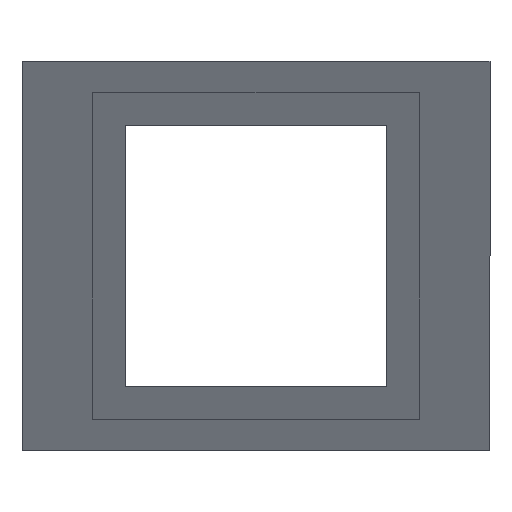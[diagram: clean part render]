
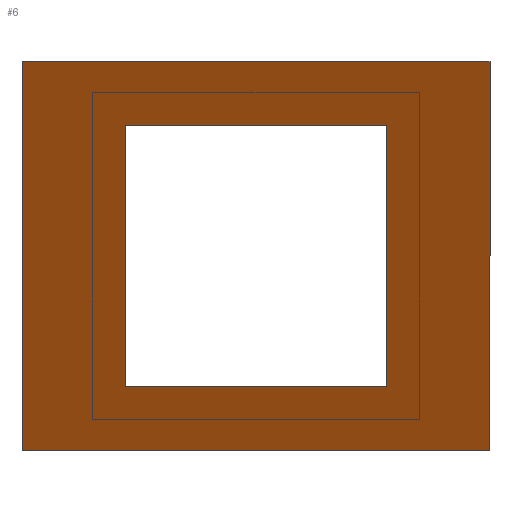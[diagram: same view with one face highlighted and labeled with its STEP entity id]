
A CAD part, front view. The second image highlights one B-rep face of the part: STEP entity #6.
In plain terms, the highlighted planar face has unit normal (0, -0.866, -0.5).
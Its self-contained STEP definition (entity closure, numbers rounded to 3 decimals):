
#1 = EDGE_CURVE ( 'NONE', #207, #211, #284, .T. ) ;
#2 = ORIENTED_EDGE ( 'NONE', *, *, #210, .T. ) ;
#3 = ORIENTED_EDGE ( 'NONE', *, *, #1, .T. ) ;
#6 = ADVANCED_FACE ( 'NONE', ( #341, #337 ), #336, .T. ) ;
#7 = EDGE_LOOP ( 'NONE', ( #10, #3, #2, #75 ) ) ;
#9 = EDGE_CURVE ( 'NONE', #250, #71, #331, .T. ) ;
#10 = ORIENTED_EDGE ( 'NONE', *, *, #266, .T. ) ;
#37 = ORIENTED_EDGE ( 'NONE', *, *, #54, .F. ) ;
#38 = ORIENTED_EDGE ( 'NONE', *, *, #69, .F. ) ;
#41 = ORIENTED_EDGE ( 'NONE', *, *, #9, .F. ) ;
#43 = ORIENTED_EDGE ( 'NONE', *, *, #64, .F. ) ;
#50 = VERTEX_POINT ( 'NONE', #346 ) ;
#54 = EDGE_CURVE ( 'NONE', #50, #249, #345, .T. ) ;
#64 = EDGE_CURVE ( 'NONE', #249, #250, #389, .T. ) ;
#69 = EDGE_CURVE ( 'NONE', #71, #50, #384, .T. ) ;
#71 = VERTEX_POINT ( 'NONE', #435 ) ;
#73 = EDGE_LOOP ( 'NONE', ( #43, #37, #38, #41 ) ) ;
#74 = EDGE_CURVE ( 'NONE', #208, #267, #428, .T. ) ;
#75 = ORIENTED_EDGE ( 'NONE', *, *, #74, .T. ) ;
#207 = VERTEX_POINT ( 'NONE', #674 ) ;
#208 = VERTEX_POINT ( 'NONE', #673 ) ;
#210 = EDGE_CURVE ( 'NONE', #211, #208, #672, .T. ) ;
#211 = VERTEX_POINT ( 'NONE', #668 ) ;
#249 = VERTEX_POINT ( 'NONE', #733 ) ;
#250 = VERTEX_POINT ( 'NONE', #732 ) ;
#266 = EDGE_CURVE ( 'NONE', #267, #207, #771, .T. ) ;
#267 = VERTEX_POINT ( 'NONE', #767 ) ;
#281 = DIRECTION ( 'NONE',  ( 1., 0., 0. ) ) ;
#282 = VECTOR ( 'NONE', #281, 1000. ) ;
#283 = CARTESIAN_POINT ( 'NONE',  ( 277.5, -361.71, 624.5 ) ) ;
#284 = LINE ( 'NONE', #283, #282 ) ;
#328 = DIRECTION ( 'NONE',  ( -1., 0., 0. ) ) ;
#329 = VECTOR ( 'NONE', #328, 1000. ) ;
#330 = CARTESIAN_POINT ( 'NONE',  ( 497.5, 37.255, -66.527 ) ) ;
#331 = LINE ( 'NONE', #330, #329 ) ;
#332 = DIRECTION ( 'NONE',  ( 0., 0.5, -0.866 ) ) ;
#333 = DIRECTION ( 'NONE',  ( 0., -0.866, -0.5 ) ) ;
#334 = CARTESIAN_POINT ( 'NONE',  ( 497.5, -440.245, 760.527 ) ) ;
#335 = AXIS2_PLACEMENT_3D ( 'NONE', #334, #333, #332 ) ;
#336 = PLANE ( 'NONE',  #335 ) ;
#337 = FACE_OUTER_BOUND ( 'NONE', #73, .T. ) ;
#341 = FACE_BOUND ( 'NONE', #7, .T. ) ;
#345 = LINE ( 'NONE', #406, #405 ) ;
#346 = CARTESIAN_POINT ( 'NONE',  ( -497.5, -440.245, 760.527 ) ) ;
#376 = DIRECTION ( 'NONE',  ( 0., -0.5, 0.866 ) ) ;
#377 = VECTOR ( 'NONE', #376, 1000. ) ;
#378 = CARTESIAN_POINT ( 'NONE',  ( -497.5, 37.255, -66.527 ) ) ;
#384 = LINE ( 'NONE', #378, #377 ) ;
#386 = DIRECTION ( 'NONE',  ( 0., 0.5, -0.866 ) ) ;
#387 = VECTOR ( 'NONE', #386, 1000. ) ;
#388 = CARTESIAN_POINT ( 'NONE',  ( 497.5, 37.255, -66.527 ) ) ;
#389 = LINE ( 'NONE', #388, #387 ) ;
#404 = DIRECTION ( 'NONE',  ( 1., 0., 0. ) ) ;
#405 = VECTOR ( 'NONE', #404, 1000. ) ;
#406 = CARTESIAN_POINT ( 'NONE',  ( 497.5, -440.245, 760.527 ) ) ;
#425 = DIRECTION ( 'NONE',  ( -1., 0., 0. ) ) ;
#426 = VECTOR ( 'NONE', #425, 1000. ) ;
#427 = CARTESIAN_POINT ( 'NONE',  ( -277.5, -41.281, 69.5 ) ) ;
#428 = LINE ( 'NONE', #427, #426 ) ;
#435 = CARTESIAN_POINT ( 'NONE',  ( -497.5, 37.255, -66.527 ) ) ;
#668 = CARTESIAN_POINT ( 'NONE',  ( 277.5, -361.71, 624.5 ) ) ;
#669 = DIRECTION ( 'NONE',  ( 0., 0.5, -0.866 ) ) ;
#670 = VECTOR ( 'NONE', #669, 1000. ) ;
#671 = CARTESIAN_POINT ( 'NONE',  ( 277.5, -41.281, 69.5 ) ) ;
#672 = LINE ( 'NONE', #671, #670 ) ;
#673 = CARTESIAN_POINT ( 'NONE',  ( 277.5, -41.281, 69.5 ) ) ;
#674 = CARTESIAN_POINT ( 'NONE',  ( -277.5, -361.71, 624.5 ) ) ;
#732 = CARTESIAN_POINT ( 'NONE',  ( 497.5, 37.255, -66.527 ) ) ;
#733 = CARTESIAN_POINT ( 'NONE',  ( 497.5, -440.245, 760.527 ) ) ;
#767 = CARTESIAN_POINT ( 'NONE',  ( -277.5, -41.281, 69.5 ) ) ;
#768 = DIRECTION ( 'NONE',  ( 0., -0.5, 0.866 ) ) ;
#769 = VECTOR ( 'NONE', #768, 1000. ) ;
#770 = CARTESIAN_POINT ( 'NONE',  ( -277.5, -361.71, 624.5 ) ) ;
#771 = LINE ( 'NONE', #770, #769 ) ;
